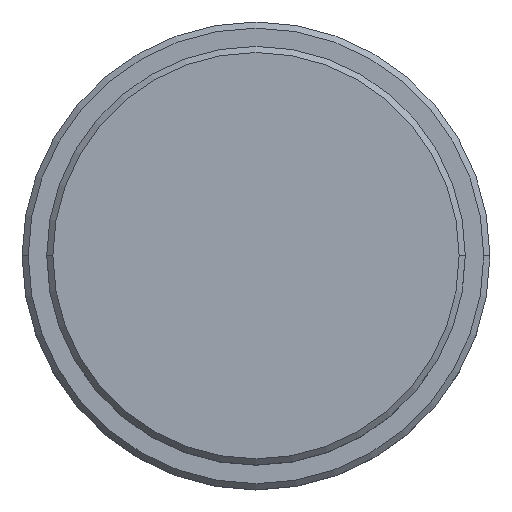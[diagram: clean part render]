
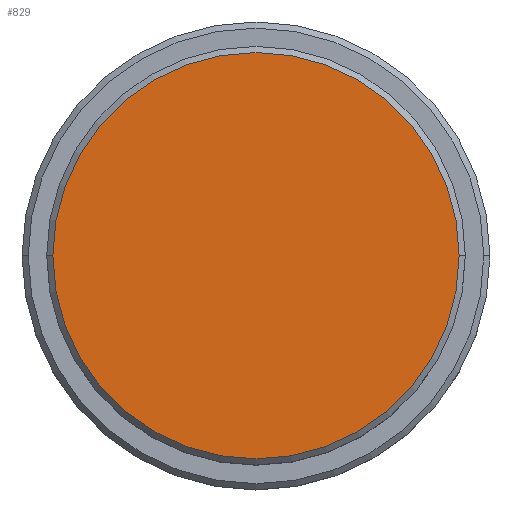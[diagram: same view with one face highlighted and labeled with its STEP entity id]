
A CAD part, top view. The second image highlights one B-rep face of the part: STEP entity #829.
In plain terms, the highlighted planar face has unit normal (0, 0, 1).
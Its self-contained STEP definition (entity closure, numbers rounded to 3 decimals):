
#6 = EDGE_CURVE ( 'NONE', #764, #16, #594, .T. ) ;
#16 = VERTEX_POINT ( 'NONE', #613 ) ;
#134 = DIRECTION ( 'NONE',  ( 1., 0., 0. ) ) ;
#153 = DIRECTION ( 'NONE',  ( 0., 0., 1. ) ) ;
#199 = ORIENTED_EDGE ( 'NONE', *, *, #6, .T. ) ;
#341 = AXIS2_PLACEMENT_3D ( 'NONE', #1366, #517, #953 ) ;
#459 = EDGE_LOOP ( 'NONE', ( #199, #1042 ) ) ;
#517 = DIRECTION ( 'NONE',  ( 0., 0., 1. ) ) ;
#570 = FACE_OUTER_BOUND ( 'NONE', #459, .T. ) ;
#594 = CIRCLE ( 'NONE', #341, 16.5 ) ;
#613 = CARTESIAN_POINT ( 'NONE',  ( 16.5, 0., 0. ) ) ;
#629 = EDGE_CURVE ( 'NONE', #16, #764, #1158, .T. ) ;
#664 = AXIS2_PLACEMENT_3D ( 'NONE', #767, #1415, #1293 ) ;
#673 = CARTESIAN_POINT ( 'NONE',  ( -16.5, 0., 0. ) ) ;
#764 = VERTEX_POINT ( 'NONE', #673 ) ;
#767 = CARTESIAN_POINT ( 'NONE',  ( 0., 0., 0. ) ) ;
#829 = ADVANCED_FACE ( 'NONE', ( #570 ), #1134, .T. ) ;
#856 = AXIS2_PLACEMENT_3D ( 'NONE', #908, #153, #134 ) ;
#908 = CARTESIAN_POINT ( 'NONE',  ( 0., 0., 0. ) ) ;
#953 = DIRECTION ( 'NONE',  ( 1., 0., 0. ) ) ;
#1042 = ORIENTED_EDGE ( 'NONE', *, *, #629, .T. ) ;
#1134 = PLANE ( 'NONE',  #856 ) ;
#1158 = CIRCLE ( 'NONE', #664, 16.5 ) ;
#1293 = DIRECTION ( 'NONE',  ( 1., 0., 0. ) ) ;
#1366 = CARTESIAN_POINT ( 'NONE',  ( 0., 0., 0. ) ) ;
#1415 = DIRECTION ( 'NONE',  ( 0., 0., 1. ) ) ;
